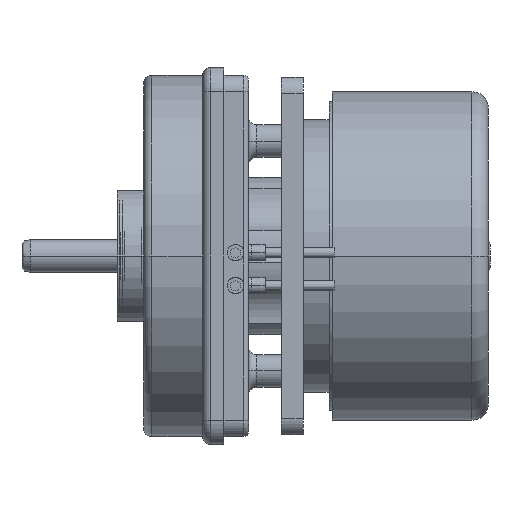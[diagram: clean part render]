
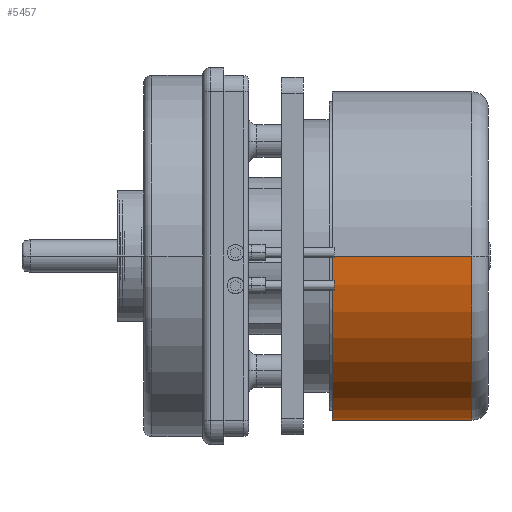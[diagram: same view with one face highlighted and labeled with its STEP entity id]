
A CAD part, front view. The second image highlights one B-rep face of the part: STEP entity #5457.
In plain terms, the highlighted cylindrical face has radius 10 mm (diameter 20 mm), a partial arc.
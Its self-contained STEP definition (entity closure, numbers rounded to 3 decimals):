
#2141=CARTESIAN_POINT('',(-9.5,0.,0.));
#2142=DIRECTION('',(-1.,0.,0.));
#2143=DIRECTION('',(0.,1.,0.));
#2144=AXIS2_PLACEMENT_3D('',#2141,#2142,#2143);
#2173=CARTESIAN_POINT('',(-1.,0.,0.));
#2174=DIRECTION('',(-1.,0.,0.));
#2175=DIRECTION('',(0.,1.,0.));
#2176=AXIS2_PLACEMENT_3D('',#2173,#2174,#2175);
#2181=DIRECTION('',(-1.,0.,0.));
#2182=VECTOR('',#2181,8.5);
#2183=CARTESIAN_POINT('',(-1.,10.,0.));
#2184=LINE('',#2183,#2182);
#2196=DIRECTION('',(-1.,0.,0.));
#2197=VECTOR('',#2196,8.5);
#2198=CARTESIAN_POINT('',(-1.,-10.,0.));
#2199=LINE('',#2198,#2197);
#3231=CARTESIAN_POINT('',(-1.,10.,0.));
#3232=CARTESIAN_POINT('',(-9.5,10.,0.));
#3233=VERTEX_POINT('',#3231);
#3234=VERTEX_POINT('',#3232);
#3235=CARTESIAN_POINT('',(-1.,-10.,0.));
#3236=CARTESIAN_POINT('',(-9.5,-10.,0.));
#3237=VERTEX_POINT('',#3235);
#3238=VERTEX_POINT('',#3236);
#5443=CARTESIAN_POINT('',(0.475,0.,0.));
#5444=DIRECTION('',(-1.,0.,0.));
#5445=DIRECTION('',(0.,1.,0.));
#5446=AXIS2_PLACEMENT_3D('',#5443,#5444,#5445);
#5447=CYLINDRICAL_SURFACE('',#5446,10.);
#5449=ORIENTED_EDGE('',*,*,#5448,.T.);
#5450=ORIENTED_EDGE('',*,*,#5431,.T.);
#5452=ORIENTED_EDGE('',*,*,#5451,.F.);
#5454=ORIENTED_EDGE('',*,*,#5453,.F.);
#5455=EDGE_LOOP('',(#5449,#5450,#5452,#5454));
#5456=FACE_OUTER_BOUND('',#5455,.F.);
#5457=ADVANCED_FACE('',(#5456),#5447,.T.);
#2145=CIRCLE('',#2144,10.);
#2177=CIRCLE('',#2176,10.);
#5431=EDGE_CURVE('',#3234,#3238,#2145,.T.);
#5448=EDGE_CURVE('',#3233,#3234,#2184,.T.);
#5451=EDGE_CURVE('',#3237,#3238,#2199,.T.);
#5453=EDGE_CURVE('',#3233,#3237,#2177,.T.);
